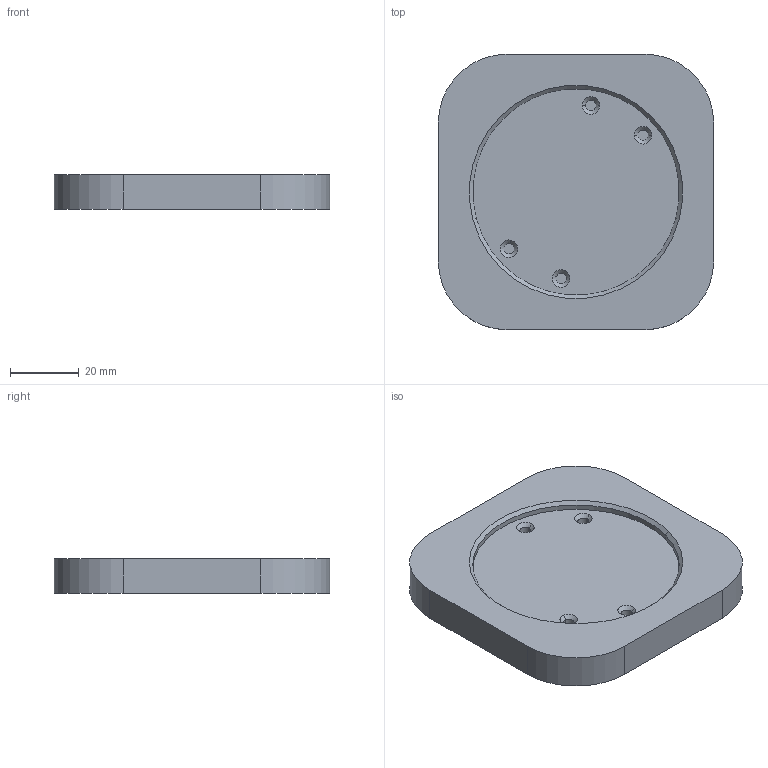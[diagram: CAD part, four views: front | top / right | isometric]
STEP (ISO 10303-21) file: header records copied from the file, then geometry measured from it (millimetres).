
FILE_DESCRIPTION(('CATIA V5 STEP Exchange'),'2;1');
FILE_NAME('Gnijezdo.stp','2023-04-18T16:17:06+00:00',('none'),('none'),'CATIA Version 5 Release 21 SP 6 (IN-10)','CATIA V5 STEP AP203','none');
FILE_SCHEMA(('CONFIG_CONTROL_DESIGN'));
Length unit declared in the file: millimetre
Products named in the file (1): Gnijezdo
Bounding box: 80 x 80 x 10 mm (x, y, z)
Volume: 53227.9 mm3; surface area: 15509.2 mm2
Topology: 1 solids, 1 shells, 35 faces, 74 edges, 46 vertices
Faces by surface type: cylinder 14, plane 11, cone 10
Entity records: 914 total; most frequent: CARTESIAN_POINT 149, ORIENTED_EDGE 148, DIRECTION 130, EDGE_CURVE 74, AXIS2_PLACEMENT_3D 67, VERTEX_POINT 46, EDGE_LOOP 40, CIRCLE 38
